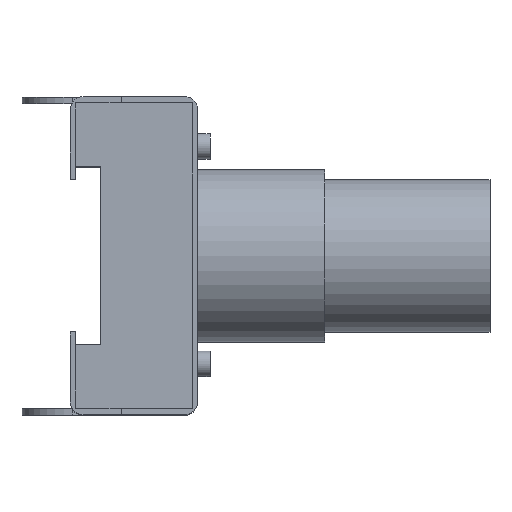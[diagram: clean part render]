
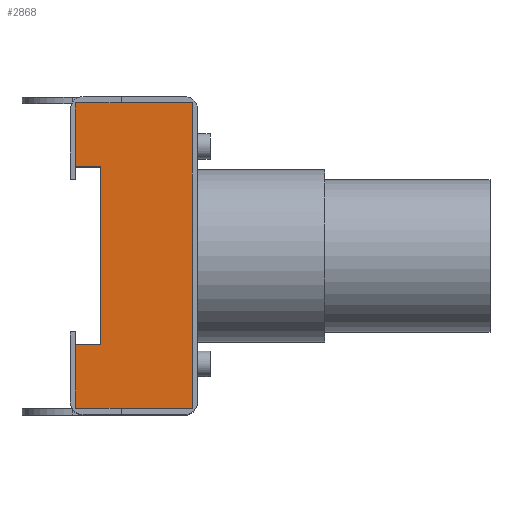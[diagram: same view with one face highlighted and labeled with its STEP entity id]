
A CAD part, top view. The second image highlights one B-rep face of the part: STEP entity #2868.
In plain terms, the highlighted planar face has unit normal (0, 0, 1).
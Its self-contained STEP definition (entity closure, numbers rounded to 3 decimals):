
#2028 = VERTEX_POINT('',#2029);
#2029 = CARTESIAN_POINT('',(-2.05,-1.,16.4));
#2037 = VERTEX_POINT('',#2038);
#2038 = CARTESIAN_POINT('',(-2.05,6.,16.4));
#2044 = EDGE_CURVE('',#2028,#2037,#2045,.T.);
#2045 = LINE('',#2046,#2047);
#2046 = CARTESIAN_POINT('',(-2.05,-2.25,16.4));
#2047 = VECTOR('',#2048,1.);
#2048 = DIRECTION('',(0.,1.,0.));
#2142 = VERTEX_POINT('',#2143);
#2143 = CARTESIAN_POINT('',(-1.25,-3.5,16.4));
#2162 = VERTEX_POINT('',#2163);
#2163 = CARTESIAN_POINT('',(-1.25,8.5,16.4));
#2169 = EDGE_CURVE('',#2162,#2170,#2172,.T.);
#2170 = VERTEX_POINT('',#2171);
#2171 = CARTESIAN_POINT('',(1.55,8.5,16.4));
#2172 = LINE('',#2173,#2174);
#2173 = CARTESIAN_POINT('',(-3.05,8.5,16.4));
#2174 = VECTOR('',#2175,1.);
#2175 = DIRECTION('',(1.,0.,0.));
#2177 = EDGE_CURVE('',#2178,#2170,#2180,.T.);
#2178 = VERTEX_POINT('',#2179);
#2179 = CARTESIAN_POINT('',(1.55,-3.5,16.4));
#2180 = LINE('',#2181,#2182);
#2181 = CARTESIAN_POINT('',(1.55,-3.5,16.4));
#2182 = VECTOR('',#2183,1.);
#2183 = DIRECTION('',(0.,1.,0.));
#2185 = EDGE_CURVE('',#2142,#2178,#2186,.T.);
#2186 = LINE('',#2187,#2188);
#2187 = CARTESIAN_POINT('',(-3.05,-3.5,16.4));
#2188 = VECTOR('',#2189,1.);
#2189 = DIRECTION('',(1.,0.,0.));
#2851 = VERTEX_POINT('',#2852);
#2852 = CARTESIAN_POINT('',(-3.05,-1.,16.4));
#2858 = EDGE_CURVE('',#2028,#2851,#2859,.T.);
#2859 = LINE('',#2860,#2861);
#2860 = CARTESIAN_POINT('',(-3.65,-1.,16.4));
#2861 = VECTOR('',#2862,1.);
#2862 = DIRECTION('',(-1.,0.,0.));
#2868 = ADVANCED_FACE('',(#2869),#2912,.T.);
#2869 = FACE_BOUND('',#2870,.T.);
#2870 = EDGE_LOOP('',(#2871,#2879,#2885,#2886,#2887,#2888,#2896,#2904,
    #2910,#2911));
#2871 = ORIENTED_EDGE('',*,*,#2872,.F.);
#2872 = EDGE_CURVE('',#2873,#2851,#2875,.T.);
#2873 = VERTEX_POINT('',#2874);
#2874 = CARTESIAN_POINT('',(-3.05,-3.5,16.4));
#2875 = LINE('',#2876,#2877);
#2876 = CARTESIAN_POINT('',(-3.05,-3.5,16.4));
#2877 = VECTOR('',#2878,1.);
#2878 = DIRECTION('',(0.,1.,0.));
#2879 = ORIENTED_EDGE('',*,*,#2880,.T.);
#2880 = EDGE_CURVE('',#2873,#2142,#2881,.T.);
#2881 = LINE('',#2882,#2883);
#2882 = CARTESIAN_POINT('',(-3.05,-3.5,16.4));
#2883 = VECTOR('',#2884,1.);
#2884 = DIRECTION('',(1.,0.,0.));
#2885 = ORIENTED_EDGE('',*,*,#2185,.T.);
#2886 = ORIENTED_EDGE('',*,*,#2177,.T.);
#2887 = ORIENTED_EDGE('',*,*,#2169,.F.);
#2888 = ORIENTED_EDGE('',*,*,#2889,.F.);
#2889 = EDGE_CURVE('',#2890,#2162,#2892,.T.);
#2890 = VERTEX_POINT('',#2891);
#2891 = CARTESIAN_POINT('',(-3.05,8.5,16.4));
#2892 = LINE('',#2893,#2894);
#2893 = CARTESIAN_POINT('',(-3.05,8.5,16.4));
#2894 = VECTOR('',#2895,1.);
#2895 = DIRECTION('',(1.,0.,0.));
#2896 = ORIENTED_EDGE('',*,*,#2897,.F.);
#2897 = EDGE_CURVE('',#2898,#2890,#2900,.T.);
#2898 = VERTEX_POINT('',#2899);
#2899 = CARTESIAN_POINT('',(-3.05,6.,16.4));
#2900 = LINE('',#2901,#2902);
#2901 = CARTESIAN_POINT('',(-3.05,-3.5,16.4));
#2902 = VECTOR('',#2903,1.);
#2903 = DIRECTION('',(0.,1.,0.));
#2904 = ORIENTED_EDGE('',*,*,#2905,.F.);
#2905 = EDGE_CURVE('',#2037,#2898,#2906,.T.);
#2906 = LINE('',#2907,#2908);
#2907 = CARTESIAN_POINT('',(-3.65,6.,16.4));
#2908 = VECTOR('',#2909,1.);
#2909 = DIRECTION('',(-1.,0.,0.));
#2910 = ORIENTED_EDGE('',*,*,#2044,.F.);
#2911 = ORIENTED_EDGE('',*,*,#2858,.T.);
#2912 = PLANE('',#2913);
#2913 = AXIS2_PLACEMENT_3D('',#2914,#2915,#2916);
#2914 = CARTESIAN_POINT('',(-3.05,-3.5,16.4));
#2915 = DIRECTION('',(0.,0.,1.));
#2916 = DIRECTION('',(1.,0.,0.));
